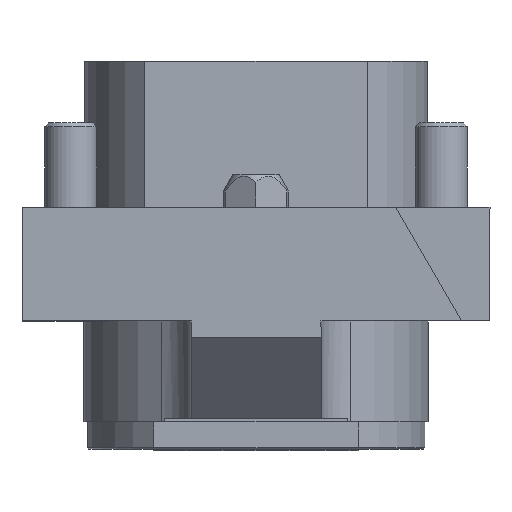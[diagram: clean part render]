
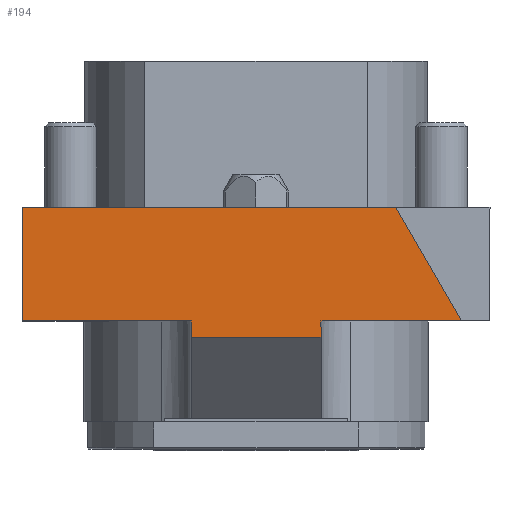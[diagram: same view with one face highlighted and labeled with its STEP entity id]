
A CAD part, left-side view. The second image highlights one B-rep face of the part: STEP entity #194.
In plain terms, the highlighted planar face has unit normal (-1, 0, 0).
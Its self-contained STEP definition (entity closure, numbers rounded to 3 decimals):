
#194=ADVANCED_FACE('',(#330),#265,.T.);
#265=PLANE('',#1803);
#330=FACE_OUTER_BOUND('',#433,.T.);
#433=EDGE_LOOP('',(#934,#935,#936,#937,#938,#939,#940,#941));
#508=LINE('',#2411,#644);
#534=LINE('',#2644,#670);
#545=LINE('',#2668,#681);
#546=LINE('',#2671,#682);
#547=LINE('',#2672,#683);
#548=LINE('',#2674,#684);
#549=LINE('',#2676,#685);
#550=LINE('',#2678,#686);
#644=VECTOR('',#1916,1.);
#670=VECTOR('',#2098,1.);
#681=VECTOR('',#2121,1.);
#682=VECTOR('',#2122,1.);
#683=VECTOR('',#2123,1.);
#684=VECTOR('',#2124,1.);
#685=VECTOR('',#2125,1.);
#686=VECTOR('',#2126,1.);
#934=ORIENTED_EDGE('',*,*,#1477,.T.);
#935=ORIENTED_EDGE('',*,*,#1478,.T.);
#936=ORIENTED_EDGE('',*,*,#1464,.F.);
#937=ORIENTED_EDGE('',*,*,#1392,.T.);
#938=ORIENTED_EDGE('',*,*,#1479,.F.);
#939=ORIENTED_EDGE('',*,*,#1480,.T.);
#940=ORIENTED_EDGE('',*,*,#1481,.T.);
#941=ORIENTED_EDGE('',*,*,#1482,.F.);
#1235=VERTEX_POINT('',#2410);
#1236=VERTEX_POINT('',#2412);
#1291=VERTEX_POINT('',#2645);
#1298=VERTEX_POINT('',#2669);
#1299=VERTEX_POINT('',#2670);
#1300=VERTEX_POINT('',#2673);
#1301=VERTEX_POINT('',#2675);
#1302=VERTEX_POINT('',#2677);
#1392=EDGE_CURVE('',#1236,#1235,#508,.T.);
#1464=EDGE_CURVE('',#1236,#1291,#534,.T.);
#1477=EDGE_CURVE('',#1298,#1299,#545,.T.);
#1478=EDGE_CURVE('',#1299,#1291,#546,.T.);
#1479=EDGE_CURVE('',#1300,#1235,#547,.T.);
#1480=EDGE_CURVE('',#1300,#1301,#548,.T.);
#1481=EDGE_CURVE('',#1301,#1302,#549,.T.);
#1482=EDGE_CURVE('',#1298,#1302,#550,.T.);
#1803=AXIS2_PLACEMENT_3D('',#2679,#2127,#2128);
#1916=DIRECTION('',(0.,0.,1.));
#2098=DIRECTION('',(0.,1.,0.));
#2121=DIRECTION('',(0.,-1.,0.));
#2122=DIRECTION('',(0.,0.,-1.));
#2123=DIRECTION('',(0.,1.,0.));
#2124=DIRECTION('',(0.,0.5,0.866));
#2125=DIRECTION('',(0.,1.,0.));
#2126=DIRECTION('',(0.,0.,1.));
#2127=DIRECTION('',(-1.,0.,0.));
#2128=DIRECTION('',(0.,0.,1.));
#2410=CARTESIAN_POINT('',(-125.,-20.,-35.));
#2411=CARTESIAN_POINT('',(-125.,-20.,-40.));
#2412=CARTESIAN_POINT('',(-125.,-20.,-40.));
#2644=CARTESIAN_POINT('',(-125.,-20.,-40.));
#2645=CARTESIAN_POINT('',(-125.,20.,-40.));
#2668=CARTESIAN_POINT('',(-125.,71.,-35.));
#2669=CARTESIAN_POINT('',(-125.,72.,-35.));
#2670=CARTESIAN_POINT('',(-125.,20.,-35.));
#2671=CARTESIAN_POINT('',(-125.,20.,-35.));
#2672=CARTESIAN_POINT('',(-125.,-20.,-35.));
#2673=CARTESIAN_POINT('',(-125.,-63.207,-35.));
#2674=CARTESIAN_POINT('',(-125.,-62.63,-34.));
#2675=CARTESIAN_POINT('',(-125.,-43.,0.));
#2676=CARTESIAN_POINT('',(-125.,-43.,0.));
#2677=CARTESIAN_POINT('',(-125.,72.,0.));
#2678=CARTESIAN_POINT('',(-125.,72.,0.));
#2679=CARTESIAN_POINT('',(-125.,-72.,-66.));
